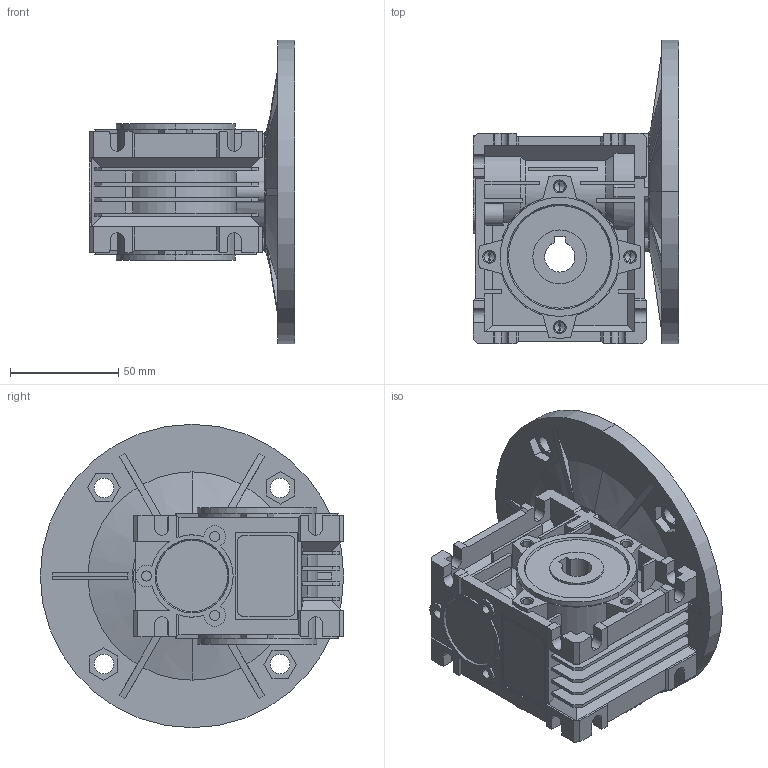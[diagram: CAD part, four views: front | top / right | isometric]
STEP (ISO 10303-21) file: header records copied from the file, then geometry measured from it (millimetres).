
FILE_DESCRIPTION (( 'STEP AP203' ), '1' );
FILE_NAME ('WGA-30M-020-63B5.step', '2024-12-18T19:03:31', ( '' ), ( '' ), 'SwSTEP 2.0', 'SolidWorks 2024', '' );
FILE_SCHEMA (( 'CONFIG_CONTROL_DESIGN' ));
Length unit declared in the file: millimetre
Products named in the file (1): WGA-30M-020-63B5
Bounding box: 95 x 140 x 140 mm (x, y, z)
Volume: 391916.5 mm3; surface area: 131275.3 mm2
Topology: 6 solids, 13 shells, 836 faces, 2218 edges, 1432 vertices
Faces by surface type: plane 542, cylinder 216, cone 74, torus 4
Entity records: 25995 total; most frequent: CARTESIAN_POINT 4991, ORIENTED_EDGE 4400, DIRECTION 4312, EDGE_CURVE 2200, VECTOR 1522, LINE 1522, VERTEX_POINT 1432, AXIS2_PLACEMENT_3D 1395
